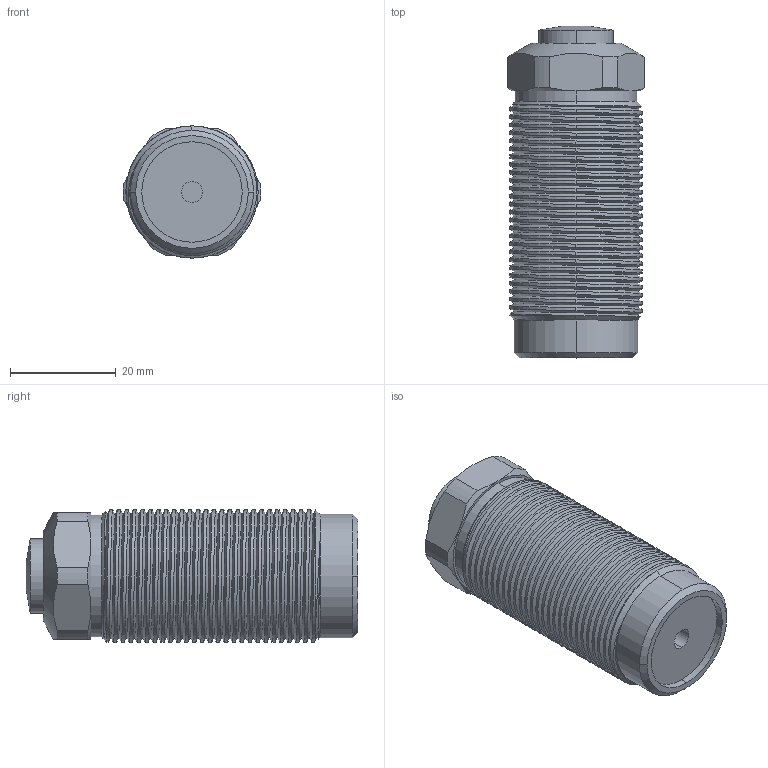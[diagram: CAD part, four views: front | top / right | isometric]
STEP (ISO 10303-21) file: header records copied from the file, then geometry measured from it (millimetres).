
FILE_DESCRIPTION (( 'STEP AP214' ), '1' );
FILE_NAME ('CTC-P025R-20.STEP', '2020-09-25T12:55:47', ( '' ), ( '' ), 'SwSTEP 2.0', 'SolidWorks 2016', '' );
FILE_SCHEMA (( 'AUTOMOTIVE_DESIGN' ));
Length unit declared in the file: millimetre
Products named in the file (1): CTC-P025R-20
Bounding box: 25.98 x 62.77 x 25 mm (x, y, z)
Volume: 27371.3 mm3; surface area: 7613.6 mm2
Topology: 1 solids, 1 shells, 98 faces, 263 edges, 172 vertices
Faces by surface type: cylinder 70, cone 13, plane 11, bspline 4
Entity records: 6206 total; most frequent: CARTESIAN_POINT 4070, ORIENTED_EDGE 526, DIRECTION 362, EDGE_CURVE 263, VERTEX_POINT 172, AXIS2_PLACEMENT_3D 140, EDGE_LOOP 103, FACE_OUTER_BOUND 98
